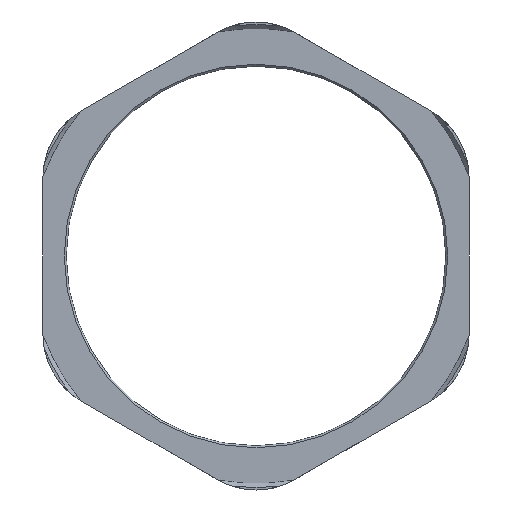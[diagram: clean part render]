
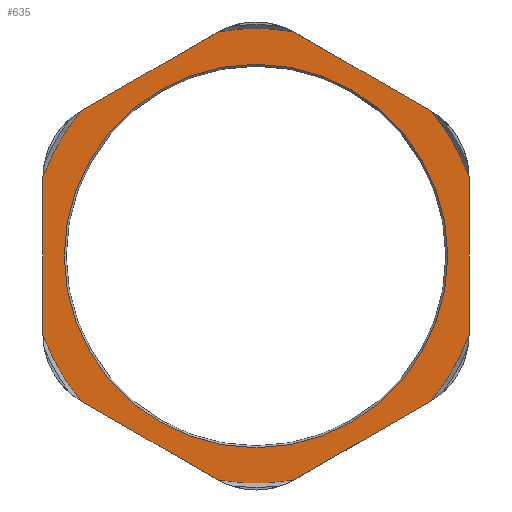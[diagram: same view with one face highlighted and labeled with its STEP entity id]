
A CAD part, front view. The second image highlights one B-rep face of the part: STEP entity #635.
In plain terms, the highlighted planar face has unit normal (0, -1, 0).
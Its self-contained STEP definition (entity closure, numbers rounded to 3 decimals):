
#51=FACE_BOUND('',#112,.T.);
#53=PLANE('',#696);
#76=FACE_OUTER_BOUND('',#111,.T.);
#111=EDGE_LOOP('',(#421,#422,#423,#424,#425,#426,#427,#428,#429,#430,#431,
#432,#433,#434,#435,#436,#437,#438,#439,#440,#441,#442,#443,#444));
#112=EDGE_LOOP('',(#445));
#148=LINE('',#965,#175);
#149=LINE('',#973,#176);
#150=LINE('',#981,#177);
#151=LINE('',#989,#178);
#152=LINE('',#997,#179);
#153=LINE('',#1004,#180);
#175=VECTOR('',#788,10.);
#176=VECTOR('',#795,10.);
#177=VECTOR('',#802,10.);
#178=VECTOR('',#809,10.);
#179=VECTOR('',#816,10.);
#180=VECTOR('',#823,10.);
#201=CIRCLE('',#693,49.5);
#203=CIRCLE('',#697,20.);
#204=CIRCLE('',#698,58.715);
#205=CIRCLE('',#699,20.);
#206=CIRCLE('',#700,20.);
#207=CIRCLE('',#701,58.715);
#208=CIRCLE('',#702,20.);
#209=CIRCLE('',#703,20.);
#210=CIRCLE('',#704,58.715);
#211=CIRCLE('',#705,20.);
#212=CIRCLE('',#706,20.);
#213=CIRCLE('',#707,58.715);
#214=CIRCLE('',#708,20.);
#215=CIRCLE('',#709,20.);
#216=CIRCLE('',#710,58.715);
#217=CIRCLE('',#711,20.);
#218=CIRCLE('',#712,20.);
#219=CIRCLE('',#713,58.715);
#220=CIRCLE('',#714,20.);
#241=VERTEX_POINT('',#949);
#243=VERTEX_POINT('',#957);
#244=VERTEX_POINT('',#958);
#245=VERTEX_POINT('',#960);
#246=VERTEX_POINT('',#962);
#247=VERTEX_POINT('',#964);
#248=VERTEX_POINT('',#966);
#249=VERTEX_POINT('',#968);
#250=VERTEX_POINT('',#970);
#251=VERTEX_POINT('',#972);
#252=VERTEX_POINT('',#974);
#253=VERTEX_POINT('',#976);
#254=VERTEX_POINT('',#978);
#255=VERTEX_POINT('',#980);
#256=VERTEX_POINT('',#982);
#257=VERTEX_POINT('',#984);
#258=VERTEX_POINT('',#986);
#259=VERTEX_POINT('',#988);
#260=VERTEX_POINT('',#990);
#261=VERTEX_POINT('',#992);
#262=VERTEX_POINT('',#994);
#263=VERTEX_POINT('',#996);
#264=VERTEX_POINT('',#998);
#265=VERTEX_POINT('',#1000);
#266=VERTEX_POINT('',#1002);
#312=EDGE_CURVE('',#241,#241,#201,.T.);
#315=EDGE_CURVE('',#243,#244,#203,.T.);
#316=EDGE_CURVE('',#243,#245,#204,.T.);
#317=EDGE_CURVE('',#246,#245,#205,.T.);
#318=EDGE_CURVE('',#247,#246,#148,.T.);
#319=EDGE_CURVE('',#248,#247,#206,.T.);
#320=EDGE_CURVE('',#248,#249,#207,.T.);
#321=EDGE_CURVE('',#250,#249,#208,.T.);
#322=EDGE_CURVE('',#251,#250,#149,.T.);
#323=EDGE_CURVE('',#252,#251,#209,.T.);
#324=EDGE_CURVE('',#252,#253,#210,.T.);
#325=EDGE_CURVE('',#254,#253,#211,.T.);
#326=EDGE_CURVE('',#255,#254,#150,.T.);
#327=EDGE_CURVE('',#256,#255,#212,.T.);
#328=EDGE_CURVE('',#256,#257,#213,.T.);
#329=EDGE_CURVE('',#258,#257,#214,.T.);
#330=EDGE_CURVE('',#259,#258,#151,.T.);
#331=EDGE_CURVE('',#260,#259,#215,.T.);
#332=EDGE_CURVE('',#260,#261,#216,.T.);
#333=EDGE_CURVE('',#262,#261,#217,.T.);
#334=EDGE_CURVE('',#263,#262,#152,.T.);
#335=EDGE_CURVE('',#264,#263,#218,.T.);
#336=EDGE_CURVE('',#264,#265,#219,.T.);
#337=EDGE_CURVE('',#266,#265,#220,.T.);
#338=EDGE_CURVE('',#244,#266,#153,.T.);
#421=ORIENTED_EDGE('',*,*,#315,.F.);
#422=ORIENTED_EDGE('',*,*,#316,.T.);
#423=ORIENTED_EDGE('',*,*,#317,.F.);
#424=ORIENTED_EDGE('',*,*,#318,.F.);
#425=ORIENTED_EDGE('',*,*,#319,.F.);
#426=ORIENTED_EDGE('',*,*,#320,.T.);
#427=ORIENTED_EDGE('',*,*,#321,.F.);
#428=ORIENTED_EDGE('',*,*,#322,.F.);
#429=ORIENTED_EDGE('',*,*,#323,.F.);
#430=ORIENTED_EDGE('',*,*,#324,.T.);
#431=ORIENTED_EDGE('',*,*,#325,.F.);
#432=ORIENTED_EDGE('',*,*,#326,.F.);
#433=ORIENTED_EDGE('',*,*,#327,.F.);
#434=ORIENTED_EDGE('',*,*,#328,.T.);
#435=ORIENTED_EDGE('',*,*,#329,.F.);
#436=ORIENTED_EDGE('',*,*,#330,.F.);
#437=ORIENTED_EDGE('',*,*,#331,.F.);
#438=ORIENTED_EDGE('',*,*,#332,.T.);
#439=ORIENTED_EDGE('',*,*,#333,.F.);
#440=ORIENTED_EDGE('',*,*,#334,.F.);
#441=ORIENTED_EDGE('',*,*,#335,.F.);
#442=ORIENTED_EDGE('',*,*,#336,.T.);
#443=ORIENTED_EDGE('',*,*,#337,.F.);
#444=ORIENTED_EDGE('',*,*,#338,.F.);
#445=ORIENTED_EDGE('',*,*,#312,.F.);
#635=ADVANCED_FACE('',(#76,#51),#53,.F.);
#693=AXIS2_PLACEMENT_3D('',#951,#773,#774);
#696=AXIS2_PLACEMENT_3D('',#956,#780,#781);
#697=AXIS2_PLACEMENT_3D('',#959,#782,#783);
#698=AXIS2_PLACEMENT_3D('',#961,#784,#785);
#699=AXIS2_PLACEMENT_3D('',#963,#786,#787);
#700=AXIS2_PLACEMENT_3D('',#967,#789,#790);
#701=AXIS2_PLACEMENT_3D('',#969,#791,#792);
#702=AXIS2_PLACEMENT_3D('',#971,#793,#794);
#703=AXIS2_PLACEMENT_3D('',#975,#796,#797);
#704=AXIS2_PLACEMENT_3D('',#977,#798,#799);
#705=AXIS2_PLACEMENT_3D('',#979,#800,#801);
#706=AXIS2_PLACEMENT_3D('',#983,#803,#804);
#707=AXIS2_PLACEMENT_3D('',#985,#805,#806);
#708=AXIS2_PLACEMENT_3D('',#987,#807,#808);
#709=AXIS2_PLACEMENT_3D('',#991,#810,#811);
#710=AXIS2_PLACEMENT_3D('',#993,#812,#813);
#711=AXIS2_PLACEMENT_3D('',#995,#814,#815);
#712=AXIS2_PLACEMENT_3D('',#999,#817,#818);
#713=AXIS2_PLACEMENT_3D('',#1001,#819,#820);
#714=AXIS2_PLACEMENT_3D('',#1003,#821,#822);
#773=DIRECTION('center_axis',(0.,-1.,0.));
#774=DIRECTION('ref_axis',(1.,0.,0.));
#780=DIRECTION('center_axis',(0.,1.,0.));
#781=DIRECTION('ref_axis',(0.,0.,1.));
#782=DIRECTION('center_axis',(0.,1.,0.));
#783=DIRECTION('ref_axis',(0.866,0.,-0.5));
#784=DIRECTION('center_axis',(0.,-1.,0.));
#785=DIRECTION('ref_axis',(1.,0.,0.));
#786=DIRECTION('center_axis',(0.,1.,0.));
#787=DIRECTION('ref_axis',(0.866,0.,-0.5));
#788=DIRECTION('',(0.,0.,-1.));
#789=DIRECTION('center_axis',(0.,1.,0.));
#790=DIRECTION('ref_axis',(0.866,0.,0.5));
#791=DIRECTION('center_axis',(0.,-1.,0.));
#792=DIRECTION('ref_axis',(1.,0.,0.));
#793=DIRECTION('center_axis',(0.,1.,0.));
#794=DIRECTION('ref_axis',(0.866,0.,0.5));
#795=DIRECTION('',(0.866,0.,-0.5));
#796=DIRECTION('center_axis',(0.,1.,0.));
#797=DIRECTION('ref_axis',(0.,0.,1.));
#798=DIRECTION('center_axis',(0.,-1.,0.));
#799=DIRECTION('ref_axis',(1.,0.,0.));
#800=DIRECTION('center_axis',(0.,1.,0.));
#801=DIRECTION('ref_axis',(0.,0.,1.));
#802=DIRECTION('',(0.866,0.,0.5));
#803=DIRECTION('center_axis',(0.,1.,0.));
#804=DIRECTION('ref_axis',(-0.866,0.,0.5));
#805=DIRECTION('center_axis',(0.,-1.,0.));
#806=DIRECTION('ref_axis',(1.,0.,0.));
#807=DIRECTION('center_axis',(0.,1.,0.));
#808=DIRECTION('ref_axis',(-0.866,0.,0.5));
#809=DIRECTION('',(0.,0.,1.));
#810=DIRECTION('center_axis',(0.,1.,0.));
#811=DIRECTION('ref_axis',(-0.866,0.,-0.5));
#812=DIRECTION('center_axis',(0.,-1.,0.));
#813=DIRECTION('ref_axis',(1.,0.,0.));
#814=DIRECTION('center_axis',(0.,1.,0.));
#815=DIRECTION('ref_axis',(-0.866,0.,-0.5));
#816=DIRECTION('',(-0.866,0.,0.5));
#817=DIRECTION('center_axis',(0.,1.,0.));
#818=DIRECTION('ref_axis',(0.,0.,-1.));
#819=DIRECTION('center_axis',(0.,-1.,0.));
#820=DIRECTION('ref_axis',(1.,0.,0.));
#821=DIRECTION('center_axis',(0.,1.,0.));
#822=DIRECTION('ref_axis',(0.,0.,-1.));
#823=DIRECTION('',(-0.866,0.,-0.5));
#949=CARTESIAN_POINT('',(-49.5,-10.,0.));
#951=CARTESIAN_POINT('Origin',(0.,-10.,0.));
#956=CARTESIAN_POINT('Origin',(0.,-10.,58.715));
#957=CARTESIAN_POINT('',(45.304,-10.,-37.348));
#958=CARTESIAN_POINT('',(45.,-10.,-37.528));
#959=CARTESIAN_POINT('Origin',(35.,-10.,-20.207));
#960=CARTESIAN_POINT('',(54.997,-10.,-20.561));
#961=CARTESIAN_POINT('Origin',(0.,-10.,0.));
#962=CARTESIAN_POINT('',(55.,-10.,-20.207));
#963=CARTESIAN_POINT('Origin',(35.,-10.,-20.207));
#964=CARTESIAN_POINT('',(55.,-10.,20.207));
#965=CARTESIAN_POINT('',(55.,-10.,13.48));
#966=CARTESIAN_POINT('',(54.997,-10.,20.561));
#967=CARTESIAN_POINT('Origin',(35.,-10.,20.207));
#968=CARTESIAN_POINT('',(45.304,-10.,37.348));
#969=CARTESIAN_POINT('Origin',(0.,-10.,0.));
#970=CARTESIAN_POINT('',(45.,-10.,37.528));
#971=CARTESIAN_POINT('Origin',(35.,-10.,20.207));
#972=CARTESIAN_POINT('',(10.,-10.,57.735));
#973=CARTESIAN_POINT('',(28.538,-10.,47.032));
#974=CARTESIAN_POINT('',(9.692,-10.,57.909));
#975=CARTESIAN_POINT('Origin',(0.,-10.,40.415));
#976=CARTESIAN_POINT('',(-9.692,-10.,57.909));
#977=CARTESIAN_POINT('Origin',(0.,-10.,0.));
#978=CARTESIAN_POINT('',(-10.,-10.,57.735));
#979=CARTESIAN_POINT('Origin',(0.,-10.,40.415));
#980=CARTESIAN_POINT('',(-45.,-10.,37.528));
#981=CARTESIAN_POINT('',(-1.038,-10.,62.909));
#982=CARTESIAN_POINT('',(-45.304,-10.,37.348));
#983=CARTESIAN_POINT('Origin',(-35.,-10.,20.207));
#984=CARTESIAN_POINT('',(-54.997,-10.,20.561));
#985=CARTESIAN_POINT('Origin',(0.,-10.,0.));
#986=CARTESIAN_POINT('',(-55.,-10.,20.207));
#987=CARTESIAN_POINT('Origin',(-35.,-10.,20.207));
#988=CARTESIAN_POINT('',(-55.,-10.,-20.207));
#989=CARTESIAN_POINT('',(-55.,-10.,45.234));
#990=CARTESIAN_POINT('',(-54.997,-10.,-20.561));
#991=CARTESIAN_POINT('Origin',(-35.,-10.,-20.207));
#992=CARTESIAN_POINT('',(-45.304,-10.,-37.348));
#993=CARTESIAN_POINT('Origin',(0.,-10.,0.));
#994=CARTESIAN_POINT('',(-45.,-10.,-37.528));
#995=CARTESIAN_POINT('Origin',(-35.,-10.,-20.207));
#996=CARTESIAN_POINT('',(-10.,-10.,-57.735));
#997=CARTESIAN_POINT('',(-53.962,-10.,-32.354));
#998=CARTESIAN_POINT('',(-9.692,-10.,-57.909));
#999=CARTESIAN_POINT('Origin',(0.,-10.,-40.415));
#1000=CARTESIAN_POINT('',(9.692,-10.,-57.909));
#1001=CARTESIAN_POINT('Origin',(0.,-10.,0.));
#1002=CARTESIAN_POINT('',(10.,-10.,-57.735));
#1003=CARTESIAN_POINT('Origin',(0.,-10.,-40.415));
#1004=CARTESIAN_POINT('',(26.462,-10.,-48.231));
